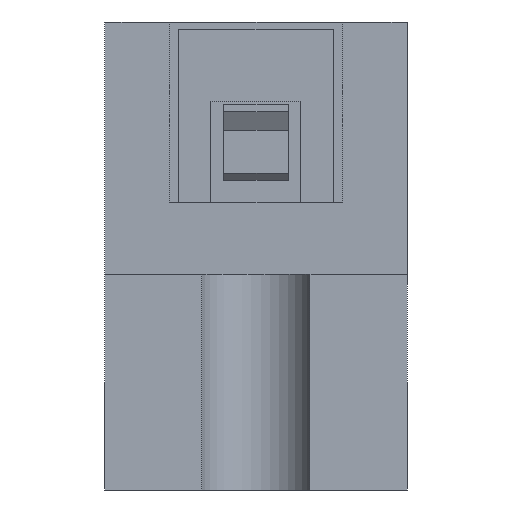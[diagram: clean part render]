
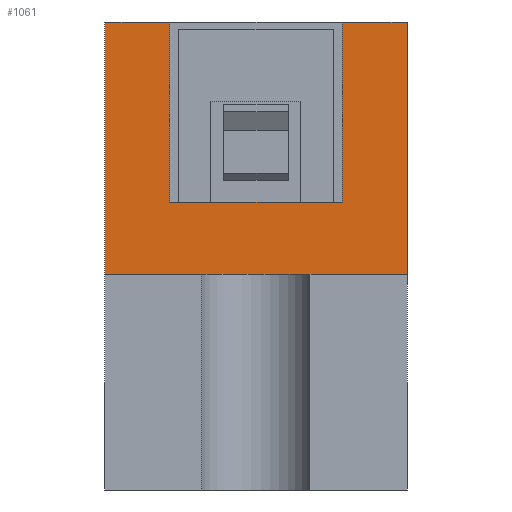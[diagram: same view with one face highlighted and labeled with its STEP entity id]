
A CAD part, left-side view. The second image highlights one B-rep face of the part: STEP entity #1061.
In plain terms, the highlighted planar face has unit normal (-1, 0, 0).
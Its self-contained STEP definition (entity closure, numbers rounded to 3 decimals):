
#1061 = ADVANCED_FACE( '', ( #2110 ), #2111, .T. );
#2110 = FACE_OUTER_BOUND( '', #3231, .T. );
#2111 = PLANE( '', #3232 );
#3231 = EDGE_LOOP( '', ( #5938, #5939, #5940, #5941, #5942, #5943, #5944, #5945 ) );
#3232 = AXIS2_PLACEMENT_3D( '', #5946, #5947, #5948 );
#5938 = ORIENTED_EDGE( '', *, *, #8251, .F. );
#5939 = ORIENTED_EDGE( '', *, *, #7814, .T. );
#5940 = ORIENTED_EDGE( '', *, *, #8174, .T. );
#5941 = ORIENTED_EDGE( '', *, *, #7748, .T. );
#5942 = ORIENTED_EDGE( '', *, *, #8252, .F. );
#5943 = ORIENTED_EDGE( '', *, *, #8253, .T. );
#5944 = ORIENTED_EDGE( '', *, *, #8084, .T. );
#5945 = ORIENTED_EDGE( '', *, *, #7744, .T. );
#5946 = CARTESIAN_POINT( '', ( -14.04, -4.2, -5. ) );
#5947 = DIRECTION( '', ( -1., 0., 0. ) );
#5948 = DIRECTION( '', ( 0., 0., 1. ) );
#7744 = EDGE_CURVE( '', #9609, #9610, #9611, .T. );
#7748 = EDGE_CURVE( '', #9618, #9616, #9619, .T. );
#7814 = EDGE_CURVE( '', #9713, #9717, #9719, .T. );
#8084 = EDGE_CURVE( '', #10093, #9609, #10094, .T. );
#8174 = EDGE_CURVE( '', #9717, #9618, #10213, .T. );
#8251 = EDGE_CURVE( '', #9713, #9610, #10304, .T. );
#8252 = EDGE_CURVE( '', #10305, #9616, #10306, .T. );
#8253 = EDGE_CURVE( '', #10305, #10093, #10307, .T. );
#9609 = VERTEX_POINT( '', #12202 );
#9610 = VERTEX_POINT( '', #12203 );
#9611 = LINE( '', #12204, #12205 );
#9616 = VERTEX_POINT( '', #12212 );
#9618 = VERTEX_POINT( '', #12215 );
#9619 = LINE( '', #12216, #12217 );
#9713 = VERTEX_POINT( '', #12350 );
#9717 = VERTEX_POINT( '', #12357 );
#9719 = LINE( '', #12360, #12361 );
#10093 = VERTEX_POINT( '', #12909 );
#10094 = LINE( '', #12910, #12911 );
#10213 = LINE( '', #13093, #13094 );
#10304 = LINE( '', #13234, #13235 );
#10305 = VERTEX_POINT( '', #13236 );
#10306 = LINE( '', #13237, #13238 );
#10307 = LINE( '', #13239, #13240 );
#12202 = CARTESIAN_POINT( '', ( -14.04, 2.4, 5. ) );
#12203 = CARTESIAN_POINT( '', ( -14.04, 4.2, 5. ) );
#12204 = CARTESIAN_POINT( '', ( -14.04, -4.2, 5. ) );
#12205 = VECTOR( '', #14211, 1000. );
#12212 = CARTESIAN_POINT( '', ( -14.04, -2.4, 5. ) );
#12215 = CARTESIAN_POINT( '', ( -14.04, -4.2, 5. ) );
#12216 = CARTESIAN_POINT( '', ( -14.04, -4.2, 5. ) );
#12217 = VECTOR( '', #14215, 1000. );
#12350 = CARTESIAN_POINT( '', ( -14.04, 4.2, -2. ) );
#12357 = CARTESIAN_POINT( '', ( -14.04, -4.2, -2. ) );
#12360 = CARTESIAN_POINT( '', ( -14.04, 4.2, -2. ) );
#12361 = VECTOR( '', #14292, 1000. );
#12909 = CARTESIAN_POINT( '', ( -14.04, 2.4, 0. ) );
#12910 = CARTESIAN_POINT( '', ( -14.04, 2.4, 0. ) );
#12911 = VECTOR( '', #14518, 1000. );
#13093 = CARTESIAN_POINT( '', ( -14.04, -4.2, -5. ) );
#13094 = VECTOR( '', #14585, 1000. );
#13234 = CARTESIAN_POINT( '', ( -14.04, 4.2, -5. ) );
#13235 = VECTOR( '', #14638, 1000. );
#13236 = CARTESIAN_POINT( '', ( -14.04, -2.4, 0. ) );
#13237 = CARTESIAN_POINT( '', ( -14.04, -2.4, 0. ) );
#13238 = VECTOR( '', #14639, 1000. );
#13239 = CARTESIAN_POINT( '', ( -14.04, -2.4, 0. ) );
#13240 = VECTOR( '', #14640, 1000. );
#14211 = DIRECTION( '', ( 0., 1., 0. ) );
#14215 = DIRECTION( '', ( 0., 1., 0. ) );
#14292 = DIRECTION( '', ( 0., -1., 0. ) );
#14518 = DIRECTION( '', ( 0., 0., 1. ) );
#14585 = DIRECTION( '', ( 0., 0., 1. ) );
#14638 = DIRECTION( '', ( 0., 0., 1. ) );
#14639 = DIRECTION( '', ( 0., 0., 1. ) );
#14640 = DIRECTION( '', ( 0., 1., 0. ) );
